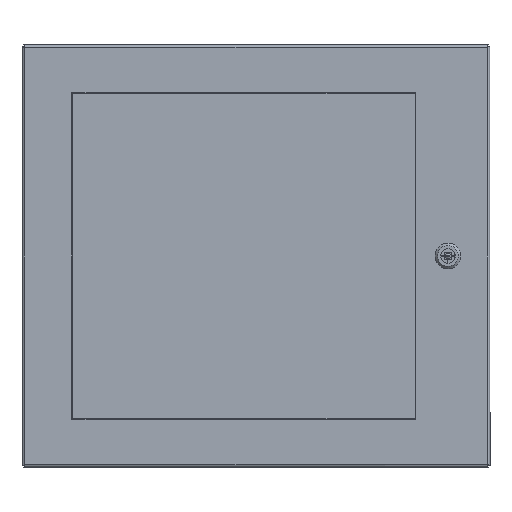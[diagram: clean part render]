
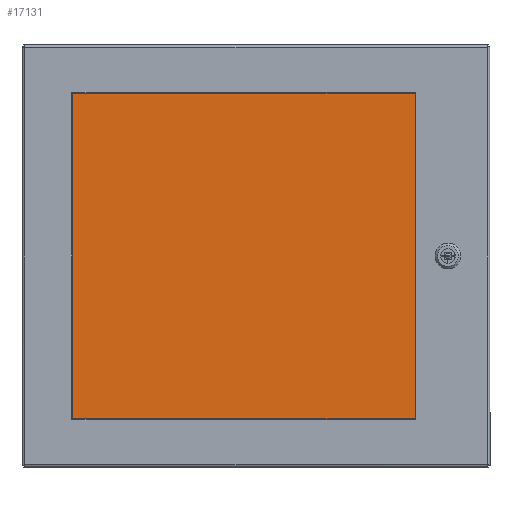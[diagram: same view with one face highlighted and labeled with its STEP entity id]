
A CAD part, front view. The second image highlights one B-rep face of the part: STEP entity #17131.
In plain terms, the highlighted planar face has unit normal (0, -1, 0).
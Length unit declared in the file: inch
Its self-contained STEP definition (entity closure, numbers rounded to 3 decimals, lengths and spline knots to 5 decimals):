
#2506 = DIRECTION ( 'NONE',  ( 0., 0., 1. ) ) ;
#2559 = EDGE_LOOP ( 'NONE', ( #31244, #12704, #23529, #25433 ) ) ;
#3565 = VERTEX_POINT ( 'NONE', #16099 ) ;
#4792 = LINE ( 'NONE', #28115, #30492 ) ;
#5223 = LINE ( 'NONE', #27928, #9062 ) ;
#5786 = FACE_OUTER_BOUND ( 'NONE', #2559, .T. ) ;
#8268 = VERTEX_POINT ( 'NONE', #26653 ) ;
#9062 = VECTOR ( 'NONE', #32370, 39.37008 ) ;
#9348 = CARTESIAN_POINT ( 'NONE',  ( -7.89925, -1.797, -16.095 ) ) ;
#10012 = VECTOR ( 'NONE', #29324, 39.37008 ) ;
#10164 = EDGE_CURVE ( 'NONE', #31589, #12966, #16268, .T. ) ;
#11058 = VECTOR ( 'NONE', #28606, 39.37008 ) ;
#11234 = CARTESIAN_POINT ( 'NONE',  ( 6.85075, -1.797, -2.095 ) ) ;
#12704 = ORIENTED_EDGE ( 'NONE', *, *, #10164, .F. ) ;
#12966 = VERTEX_POINT ( 'NONE', #21852 ) ;
#14527 = CARTESIAN_POINT ( 'NONE',  ( 6.85075, -1.797, -16.095 ) ) ;
#15337 = PLANE ( 'NONE',  #20373 ) ;
#15666 = CARTESIAN_POINT ( 'NONE',  ( 7.22575, -1.797, -16.47 ) ) ;
#16099 = CARTESIAN_POINT ( 'NONE',  ( 6.85075, -1.797, -2.095 ) ) ;
#16268 = LINE ( 'NONE', #9348, #11058 ) ;
#17131 = ADVANCED_FACE ( 'NONE', ( #5786 ), #15337, .T. ) ;
#20373 = AXIS2_PLACEMENT_3D ( 'NONE', #15666, #25380, #22930 ) ;
#21852 = CARTESIAN_POINT ( 'NONE',  ( -7.89925, -1.797, -16.095 ) ) ;
#22930 = DIRECTION ( 'NONE',  ( 0., 0., 1. ) ) ;
#23529 = ORIENTED_EDGE ( 'NONE', *, *, #29990, .F. ) ;
#25380 = DIRECTION ( 'NONE',  ( 0., -1., 0. ) ) ;
#25433 = ORIENTED_EDGE ( 'NONE', *, *, #27257, .F. ) ;
#26653 = CARTESIAN_POINT ( 'NONE',  ( -7.89925, -1.797, -2.095 ) ) ;
#27257 = EDGE_CURVE ( 'NONE', #8268, #3565, #29161, .T. ) ;
#27459 = EDGE_CURVE ( 'NONE', #12966, #8268, #4792, .T. ) ;
#27928 = CARTESIAN_POINT ( 'NONE',  ( 6.85075, -1.797, -16.095 ) ) ;
#28115 = CARTESIAN_POINT ( 'NONE',  ( -7.89925, -1.797, -2.095 ) ) ;
#28606 = DIRECTION ( 'NONE',  ( -1., 0., 0. ) ) ;
#29161 = LINE ( 'NONE', #11234, #10012 ) ;
#29324 = DIRECTION ( 'NONE',  ( 1., 0., 0. ) ) ;
#29990 = EDGE_CURVE ( 'NONE', #3565, #31589, #5223, .T. ) ;
#30492 = VECTOR ( 'NONE', #2506, 39.37008 ) ;
#31244 = ORIENTED_EDGE ( 'NONE', *, *, #27459, .F. ) ;
#31589 = VERTEX_POINT ( 'NONE', #14527 ) ;
#32370 = DIRECTION ( 'NONE',  ( 0., 0., -1. ) ) ;
